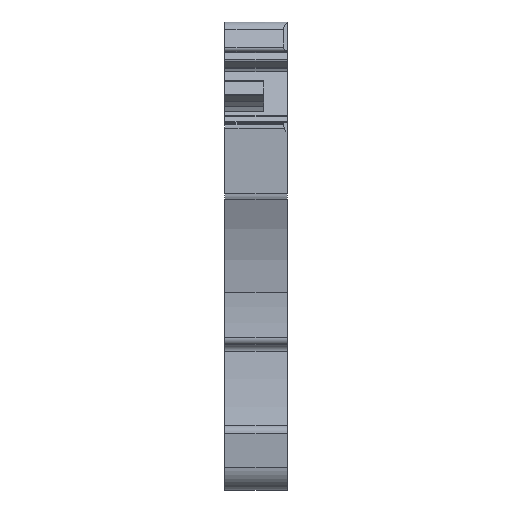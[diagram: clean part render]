
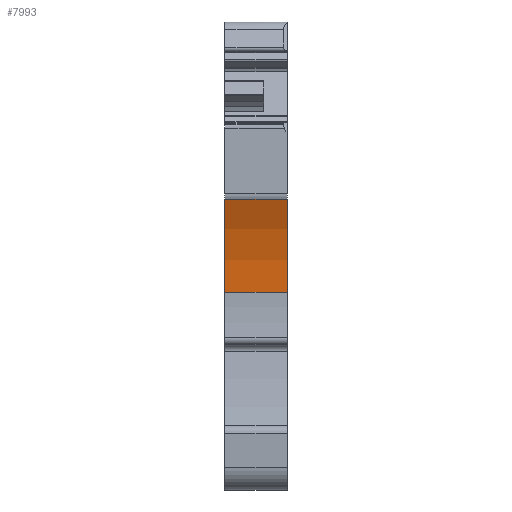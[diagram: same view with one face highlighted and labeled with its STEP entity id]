
A CAD part, front view. The second image highlights one B-rep face of the part: STEP entity #7993.
In plain terms, the highlighted cylindrical face has radius 20 mm (diameter 40 mm), a partial arc.
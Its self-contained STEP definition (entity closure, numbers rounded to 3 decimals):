
#836=AXIS2_PLACEMENT_3D('Circle Axis2P3D',#834,#835,$) ;
#7973=AXIS2_PLACEMENT_3D('Cylinder Axis2P3D',#7970,#7971,#7972) ;
#7977=AXIS2_PLACEMENT_3D('Circle Axis2P3D',#7975,#7976,$) ;
#831=CARTESIAN_POINT('Vertex',(0.,1.884,16.2)) ;
#834=CARTESIAN_POINT('Axis2P3D Location',(0.,-18.105,15.54)) ;
#838=CARTESIAN_POINT('Vertex',(0.,0.09,23.842)) ;
#7955=CARTESIAN_POINT('Vertex',(5.1,1.884,16.2)) ;
#7958=CARTESIAN_POINT('Line Origine',(2.55,1.884,16.2)) ;
#7970=CARTESIAN_POINT('Axis2P3D Location',(2.55,-18.105,15.54)) ;
#7975=CARTESIAN_POINT('Axis2P3D Location',(5.1,-18.105,15.54)) ;
#7979=CARTESIAN_POINT('Vertex',(5.1,0.09,23.842)) ;
#7982=CARTESIAN_POINT('Line Origine',(2.55,0.09,23.842)) ;
#835=DIRECTION('Axis2P3D Direction',(-1.,0.,0.)) ;
#7959=DIRECTION('Vector Direction',(-1.,0.,0.)) ;
#7971=DIRECTION('Axis2P3D Direction',(-1.,0.,0.)) ;
#7972=DIRECTION('Axis2P3D XDirection',(0.,0.91,0.415)) ;
#7976=DIRECTION('Axis2P3D Direction',(-1.,0.,0.)) ;
#7983=DIRECTION('Vector Direction',(-1.,0.,0.)) ;
#7960=VECTOR('Line Direction',#7959,1.) ;
#7984=VECTOR('Line Direction',#7983,1.) ;
#7988=ORIENTED_EDGE('',*,*,#7962,.F.) ;
#7989=ORIENTED_EDGE('',*,*,#7981,.T.) ;
#7990=ORIENTED_EDGE('',*,*,#7986,.T.) ;
#7991=ORIENTED_EDGE('',*,*,#840,.F.) ;
#7993=ADVANCED_FACE('KLTR_ZDU2.5/3AN N.1\\K\X2\00F6\X0\rper.2 ( *SOL2 - wsp *MASTER -  )',(#7992),#7974,.F.) ;
#837=CIRCLE('generated circle',#836,20.) ;
#7978=CIRCLE('generated circle',#7977,20.) ;
#7974=CYLINDRICAL_SURFACE('generated cylinder',#7973,20.) ;
#840=EDGE_CURVE('',#832,#839,#837,.F.) ;
#7962=EDGE_CURVE('',#7956,#832,#7961,.T.) ;
#7981=EDGE_CURVE('',#7956,#7980,#7978,.F.) ;
#7986=EDGE_CURVE('',#7980,#839,#7985,.T.) ;
#7987=EDGE_LOOP('',(#7988,#7989,#7990,#7991)) ;
#7992=FACE_OUTER_BOUND('',#7987,.T.) ;
#7961=LINE('Line',#7958,#7960) ;
#7985=LINE('Line',#7982,#7984) ;
#832=VERTEX_POINT('',#831) ;
#839=VERTEX_POINT('',#838) ;
#7956=VERTEX_POINT('',#7955) ;
#7980=VERTEX_POINT('',#7979) ;
